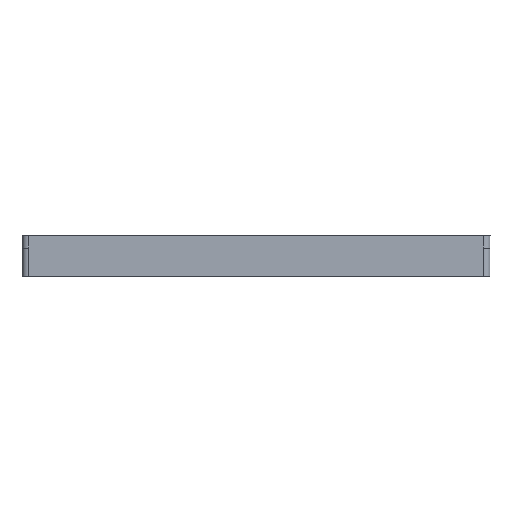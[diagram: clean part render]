
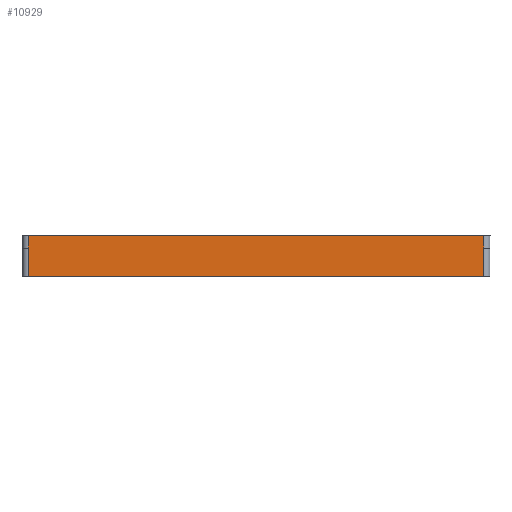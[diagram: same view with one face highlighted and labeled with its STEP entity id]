
A CAD part, left-side view. The second image highlights one B-rep face of the part: STEP entity #10929.
In plain terms, the highlighted planar face has unit normal (-1, 0, 0).
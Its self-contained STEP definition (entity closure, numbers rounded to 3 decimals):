
#699=LINE('',#17662,#1538);
#983=LINE('',#21785,#1822);
#997=LINE('',#21830,#1836);
#998=LINE('',#21832,#1837);
#999=LINE('',#21833,#1838);
#1000=LINE('',#21834,#1839);
#1538=VECTOR('',#12297,10.);
#1822=VECTOR('',#12729,10.);
#1836=VECTOR('',#12767,10.);
#1837=VECTOR('',#12768,10.);
#1838=VECTOR('',#12769,10.);
#1839=VECTOR('',#12770,10.);
#2811=FACE_OUTER_BOUND('',#3456,.T.);
#3456=EDGE_LOOP('',(#9851,#9852,#9853,#9854,#9855,#9856));
#4816=VERTEX_POINT('',#17658);
#4818=VERTEX_POINT('',#17661);
#5262=VERTEX_POINT('',#21782);
#5263=VERTEX_POINT('',#21784);
#5282=VERTEX_POINT('',#21829);
#5283=VERTEX_POINT('',#21831);
#6180=EDGE_CURVE('',#4818,#4816,#699,.T.);
#6833=EDGE_CURVE('',#5263,#5262,#983,.T.);
#6853=EDGE_CURVE('',#4818,#5282,#997,.T.);
#6854=EDGE_CURVE('',#5283,#4816,#998,.T.);
#6855=EDGE_CURVE('',#5263,#5283,#999,.T.);
#6856=EDGE_CURVE('',#5282,#5262,#1000,.T.);
#9851=ORIENTED_EDGE('',*,*,#6853,.F.);
#9852=ORIENTED_EDGE('',*,*,#6180,.T.);
#9853=ORIENTED_EDGE('',*,*,#6854,.F.);
#9854=ORIENTED_EDGE('',*,*,#6855,.F.);
#9855=ORIENTED_EDGE('',*,*,#6833,.T.);
#9856=ORIENTED_EDGE('',*,*,#6856,.F.);
#10395=PLANE('',#11331);
#10929=ADVANCED_FACE('',(#2811),#10395,.T.);
#11331=AXIS2_PLACEMENT_3D('',#21828,#12765,#12766);
#12297=DIRECTION('',(0.,1.,0.));
#12729=DIRECTION('',(0.,-1.,0.));
#12765=DIRECTION('center_axis',(-1.,0.,0.));
#12766=DIRECTION('ref_axis',(0.,1.,0.));
#12767=DIRECTION('',(0.,0.,-1.));
#12768=DIRECTION('',(0.,0.,1.));
#12769=DIRECTION('',(0.,0.,1.));
#12770=DIRECTION('',(0.,0.,-1.));
#17658=CARTESIAN_POINT('',(-10.,96.805,15.15));
#17661=CARTESIAN_POINT('',(-10.,-8.5,15.15));
#17662=CARTESIAN_POINT('',(-10.,-10.,15.15));
#21782=CARTESIAN_POINT('',(-10.,-8.5,5.5));
#21784=CARTESIAN_POINT('',(-10.,96.805,5.5));
#21785=CARTESIAN_POINT('',(-10.,71.229,5.5));
#21828=CARTESIAN_POINT('Origin',(-10.,-10.,15.15));
#21829=CARTESIAN_POINT('',(-10.,-8.5,12.15));
#21830=CARTESIAN_POINT('',(-10.,-8.5,15.15));
#21831=CARTESIAN_POINT('',(-10.,96.805,12.15));
#21832=CARTESIAN_POINT('',(-10.,96.805,15.15));
#21833=CARTESIAN_POINT('',(-10.,96.805,0.));
#21834=CARTESIAN_POINT('',(-10.,-8.5,0.));
